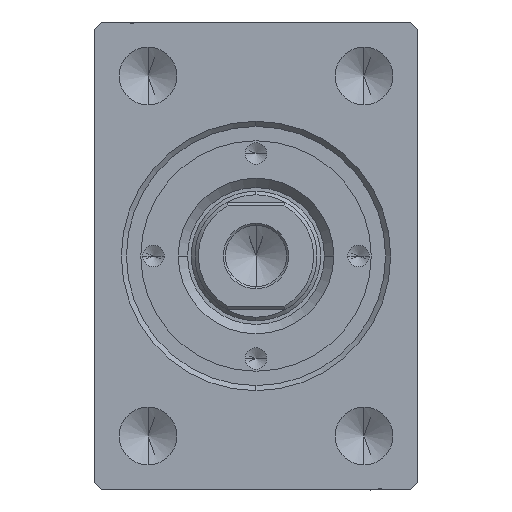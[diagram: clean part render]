
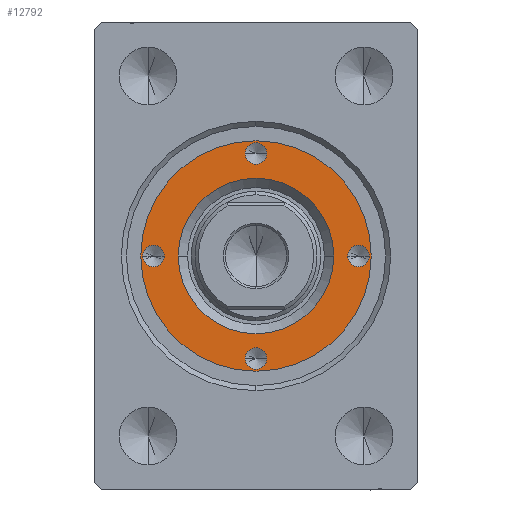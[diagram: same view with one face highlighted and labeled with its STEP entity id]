
A CAD part, left-side view. The second image highlights one B-rep face of the part: STEP entity #12792.
In plain terms, the highlighted face is planar.
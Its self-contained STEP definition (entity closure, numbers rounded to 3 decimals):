
#131 = ORIENTED_EDGE ( 'NONE', *, *, #38706, .F. ) ;
#930 = VERTEX_POINT ( 'NONE', #35095 ) ;
#1474 = VERTEX_POINT ( 'NONE', #1699 ) ;
#1699 = CARTESIAN_POINT ( 'NONE',  ( 10.8, 0., 7. ) ) ;
#1753 = AXIS2_PLACEMENT_3D ( 'NONE', #35268, #42382, #21886 ) ;
#1909 = PLANE ( 'NONE',  #32543 ) ;
#1952 = DIRECTION ( 'NONE',  ( 1., 0., 0. ) ) ;
#2480 = DIRECTION ( 'NONE',  ( 0., 0., -1. ) ) ;
#2853 = CIRCLE ( 'NONE', #20020, 10.8 ) ;
#3296 = AXIS2_PLACEMENT_3D ( 'NONE', #15101, #15541, #38729 ) ;
#3647 = EDGE_CURVE ( 'NONE', #38238, #39531, #21071, .T. ) ;
#3674 = EDGE_LOOP ( 'NONE', ( #28335, #8756 ) ) ;
#4514 = ORIENTED_EDGE ( 'NONE', *, *, #17981, .F. ) ;
#4681 = DIRECTION ( 'NONE',  ( 1., 0., 0. ) ) ;
#4709 = CARTESIAN_POINT ( 'NONE',  ( 12.75, 0., 7. ) ) ;
#4882 = AXIS2_PLACEMENT_3D ( 'NONE', #5840, #16130, #23253 ) ;
#5039 = FACE_BOUND ( 'NONE', #9263, .T. ) ;
#5173 = DIRECTION ( 'NONE',  ( 1., 0., 0. ) ) ;
#5488 = DIRECTION ( 'NONE',  ( 0., 0., 1. ) ) ;
#5840 = CARTESIAN_POINT ( 'NONE',  ( 0., 14.25, 7. ) ) ;
#6951 = CARTESIAN_POINT ( 'NONE',  ( -14.25, 0., 7. ) ) ;
#7343 = EDGE_CURVE ( 'NONE', #13046, #14271, #21036, .T. ) ;
#7854 = ORIENTED_EDGE ( 'NONE', *, *, #42716, .F. ) ;
#8756 = ORIENTED_EDGE ( 'NONE', *, *, #17069, .F. ) ;
#8811 = ORIENTED_EDGE ( 'NONE', *, *, #36200, .T. ) ;
#8856 = FACE_BOUND ( 'NONE', #26507, .T. ) ;
#9089 = DIRECTION ( 'NONE',  ( 1., 0., 0. ) ) ;
#9189 = CIRCLE ( 'NONE', #17760, 1.5 ) ;
#9214 = CARTESIAN_POINT ( 'NONE',  ( 0., 0., 7. ) ) ;
#9263 = EDGE_LOOP ( 'NONE', ( #38324, #23701 ) ) ;
#9415 = VERTEX_POINT ( 'NONE', #23282 ) ;
#9490 = ORIENTED_EDGE ( 'NONE', *, *, #3647, .F. ) ;
#10891 = DIRECTION ( 'NONE',  ( 0., 0., 1. ) ) ;
#11766 = FACE_BOUND ( 'NONE', #28655, .T. ) ;
#12565 = DIRECTION ( 'NONE',  ( 1., 0., 0. ) ) ;
#12792 = ADVANCED_FACE ( 'NONE', ( #8856, #22465, #15562, #11766, #5039, #26258 ), #1909, .T. ) ;
#13046 = VERTEX_POINT ( 'NONE', #26372 ) ;
#14271 = VERTEX_POINT ( 'NONE', #22437 ) ;
#15101 = CARTESIAN_POINT ( 'NONE',  ( 0., -14.25, 7. ) ) ;
#15541 = DIRECTION ( 'NONE',  ( 0., 0., 1. ) ) ;
#15562 = FACE_BOUND ( 'NONE', #33343, .T. ) ;
#15674 = CARTESIAN_POINT ( 'NONE',  ( 0., 0., 7. ) ) ;
#16130 = DIRECTION ( 'NONE',  ( 0., 0., 1. ) ) ;
#17069 = EDGE_CURVE ( 'NONE', #14271, #13046, #21319, .T. ) ;
#17760 = AXIS2_PLACEMENT_3D ( 'NONE', #21657, #35257, #4681 ) ;
#17981 = EDGE_CURVE ( 'NONE', #22773, #39980, #9189, .T. ) ;
#18496 = DIRECTION ( 'NONE',  ( 0., 0., -1. ) ) ;
#19260 = VERTEX_POINT ( 'NONE', #33414 ) ;
#20020 = AXIS2_PLACEMENT_3D ( 'NONE', #32766, #18496, #1952 ) ;
#21036 = CIRCLE ( 'NONE', #1753, 1.5 ) ;
#21071 = CIRCLE ( 'NONE', #36002, 1.5 ) ;
#21152 = EDGE_CURVE ( 'NONE', #1474, #9415, #41331, .T. ) ;
#21319 = CIRCLE ( 'NONE', #4882, 1.5 ) ;
#21448 = DIRECTION ( 'NONE',  ( 1., 0., 0. ) ) ;
#21559 = CARTESIAN_POINT ( 'NONE',  ( 16., 0., 7. ) ) ;
#21657 = CARTESIAN_POINT ( 'NONE',  ( 14.25, 0., 7. ) ) ;
#21886 = DIRECTION ( 'NONE',  ( 1., 0., 0. ) ) ;
#21963 = EDGE_LOOP ( 'NONE', ( #30755, #8811 ) ) ;
#22019 = ORIENTED_EDGE ( 'NONE', *, *, #29697, .F. ) ;
#22437 = CARTESIAN_POINT ( 'NONE',  ( -1.5, 14.25, 7. ) ) ;
#22465 = FACE_BOUND ( 'NONE', #3674, .T. ) ;
#22773 = VERTEX_POINT ( 'NONE', #41407 ) ;
#23253 = DIRECTION ( 'NONE',  ( 1., 0., 0. ) ) ;
#23282 = CARTESIAN_POINT ( 'NONE',  ( -10.8, 0., 7. ) ) ;
#23701 = ORIENTED_EDGE ( 'NONE', *, *, #34803, .T. ) ;
#23797 = VERTEX_POINT ( 'NONE', #21559 ) ;
#26029 = CARTESIAN_POINT ( 'NONE',  ( 0., 0., 7. ) ) ;
#26258 = FACE_OUTER_BOUND ( 'NONE', #21963, .T. ) ;
#26372 = CARTESIAN_POINT ( 'NONE',  ( 1.5, 14.25, 7. ) ) ;
#26381 = VERTEX_POINT ( 'NONE', #40126 ) ;
#26507 = EDGE_LOOP ( 'NONE', ( #22019, #26656 ) ) ;
#26656 = ORIENTED_EDGE ( 'NONE', *, *, #31293, .F. ) ;
#26795 = DIRECTION ( 'NONE',  ( 0., 0., 1. ) ) ;
#27017 = AXIS2_PLACEMENT_3D ( 'NONE', #34300, #10891, #37204 ) ;
#27700 = DIRECTION ( 'NONE',  ( 0., 0., 1. ) ) ;
#28139 = CARTESIAN_POINT ( 'NONE',  ( 0., -14.25, 7. ) ) ;
#28335 = ORIENTED_EDGE ( 'NONE', *, *, #7343, .F. ) ;
#28345 = DIRECTION ( 'NONE',  ( 1., 0., 0. ) ) ;
#28655 = EDGE_LOOP ( 'NONE', ( #9490, #131 ) ) ;
#28686 = AXIS2_PLACEMENT_3D ( 'NONE', #6951, #34165, #28345 ) ;
#28917 = CIRCLE ( 'NONE', #32491, 16. ) ;
#29697 = EDGE_CURVE ( 'NONE', #19260, #930, #36577, .T. ) ;
#30182 = AXIS2_PLACEMENT_3D ( 'NONE', #43728, #26795, #40606 ) ;
#30755 = ORIENTED_EDGE ( 'NONE', *, *, #42514, .T. ) ;
#31293 = EDGE_CURVE ( 'NONE', #930, #19260, #34865, .T. ) ;
#31453 = AXIS2_PLACEMENT_3D ( 'NONE', #42205, #39316, #5173 ) ;
#32491 = AXIS2_PLACEMENT_3D ( 'NONE', #15674, #42855, #39523 ) ;
#32543 = AXIS2_PLACEMENT_3D ( 'NONE', #26029, #5488, #9089 ) ;
#32766 = CARTESIAN_POINT ( 'NONE',  ( 0., 0., 7. ) ) ;
#33343 = EDGE_LOOP ( 'NONE', ( #4514, #7854 ) ) ;
#33414 = CARTESIAN_POINT ( 'NONE',  ( -12.75, 0., 7. ) ) ;
#34165 = DIRECTION ( 'NONE',  ( 0., 0., 1. ) ) ;
#34300 = CARTESIAN_POINT ( 'NONE',  ( -14.25, 0., 7. ) ) ;
#34803 = EDGE_CURVE ( 'NONE', #9415, #1474, #2853, .T. ) ;
#34865 = CIRCLE ( 'NONE', #27017, 1.5 ) ;
#35095 = CARTESIAN_POINT ( 'NONE',  ( -15.75, 0., 7. ) ) ;
#35257 = DIRECTION ( 'NONE',  ( 0., 0., 1. ) ) ;
#35268 = CARTESIAN_POINT ( 'NONE',  ( 0., 14.25, 7. ) ) ;
#35432 = CARTESIAN_POINT ( 'NONE',  ( 1.5, -14.25, 7. ) ) ;
#36002 = AXIS2_PLACEMENT_3D ( 'NONE', #28139, #27700, #21448 ) ;
#36200 = EDGE_CURVE ( 'NONE', #23797, #26381, #40702, .T. ) ;
#36577 = CIRCLE ( 'NONE', #28686, 1.5 ) ;
#36625 = CIRCLE ( 'NONE', #30182, 1.5 ) ;
#37204 = DIRECTION ( 'NONE',  ( 1., 0., 0. ) ) ;
#38238 = VERTEX_POINT ( 'NONE', #35432 ) ;
#38324 = ORIENTED_EDGE ( 'NONE', *, *, #21152, .T. ) ;
#38706 = EDGE_CURVE ( 'NONE', #39531, #38238, #41789, .T. ) ;
#38729 = DIRECTION ( 'NONE',  ( 1., 0., 0. ) ) ;
#39316 = DIRECTION ( 'NONE',  ( 0., 0., 1. ) ) ;
#39523 = DIRECTION ( 'NONE',  ( 1., 0., 0. ) ) ;
#39531 = VERTEX_POINT ( 'NONE', #43616 ) ;
#39899 = AXIS2_PLACEMENT_3D ( 'NONE', #9214, #2480, #12565 ) ;
#39980 = VERTEX_POINT ( 'NONE', #4709 ) ;
#40126 = CARTESIAN_POINT ( 'NONE',  ( -16., 0., 7. ) ) ;
#40606 = DIRECTION ( 'NONE',  ( 1., 0., 0. ) ) ;
#40702 = CIRCLE ( 'NONE', #31453, 16. ) ;
#41331 = CIRCLE ( 'NONE', #39899, 10.8 ) ;
#41407 = CARTESIAN_POINT ( 'NONE',  ( 15.75, 0., 7. ) ) ;
#41789 = CIRCLE ( 'NONE', #3296, 1.5 ) ;
#42205 = CARTESIAN_POINT ( 'NONE',  ( 0., 0., 7. ) ) ;
#42382 = DIRECTION ( 'NONE',  ( 0., 0., 1. ) ) ;
#42514 = EDGE_CURVE ( 'NONE', #26381, #23797, #28917, .T. ) ;
#42716 = EDGE_CURVE ( 'NONE', #39980, #22773, #36625, .T. ) ;
#42855 = DIRECTION ( 'NONE',  ( 0., 0., 1. ) ) ;
#43616 = CARTESIAN_POINT ( 'NONE',  ( -1.5, -14.25, 7. ) ) ;
#43728 = CARTESIAN_POINT ( 'NONE',  ( 14.25, 0., 7. ) ) ;
